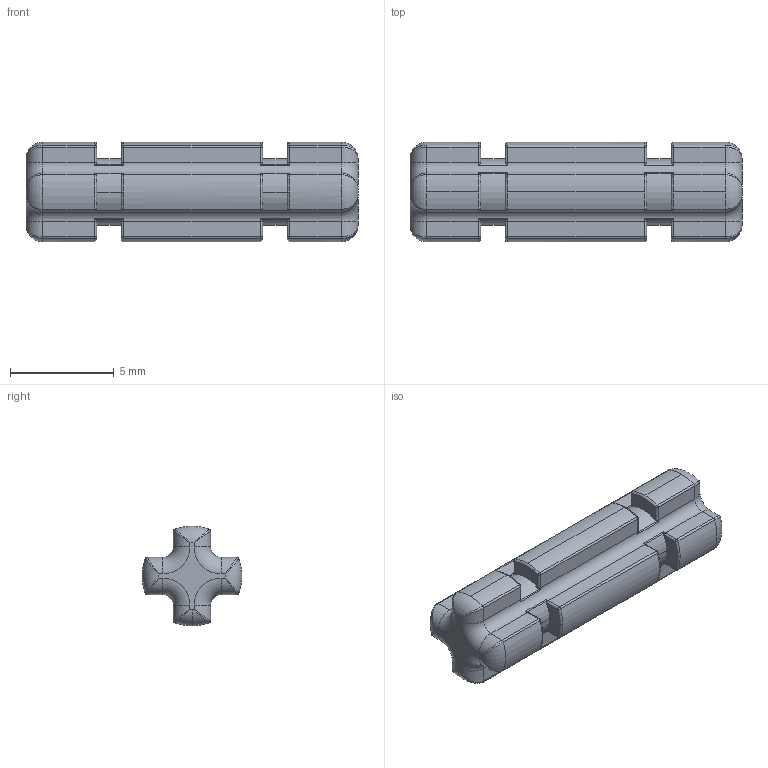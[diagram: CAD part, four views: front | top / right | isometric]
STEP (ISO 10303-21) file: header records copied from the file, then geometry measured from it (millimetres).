
FILE_DESCRIPTION (( 'STEP AP214' ), '1' );
FILE_NAME ('32062 Black Technic Axle 2 Notched.STEP', '2015-02-18T22:38:51', ( '' ), ( '' ), 'SwSTEP 2.0', 'SolidWorks 2014', '' );
FILE_SCHEMA (( 'AUTOMOTIVE_DESIGN' ));
Length unit declared in the file: millimetre
Products named in the file (1): 32062 Black Technic Axle 2 Notched
Bounding box: 16 x 4.8 x 4.8 mm (x, y, z)
Volume: 202.5 mm3; surface area: 292.1 mm2
Topology: 1 solids, 1 shells, 277 faces, 665 edges, 358 vertices
Faces by surface type: cylinder 117, torus 70, plane 42, sphere 32, bspline 16
Entity records: 8585 total; most frequent: CARTESIAN_POINT 2373, DIRECTION 1393, ORIENTED_EDGE 1266, EDGE_CURVE 633, AXIS2_PLACEMENT_3D 594, VERTEX_POINT 358, CIRCLE 332, FACE_OUTER_BOUND 277
